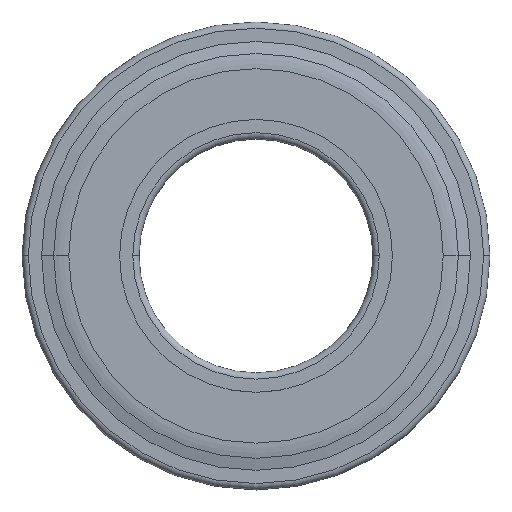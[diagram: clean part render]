
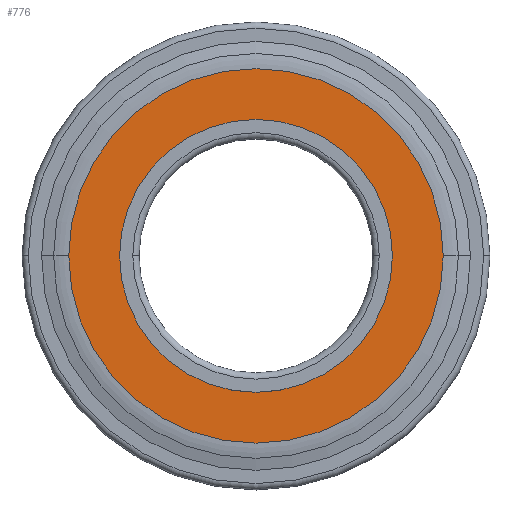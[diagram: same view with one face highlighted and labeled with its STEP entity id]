
A CAD part, top view. The second image highlights one B-rep face of the part: STEP entity #776.
In plain terms, the highlighted planar face has unit normal (0, 0, 1).
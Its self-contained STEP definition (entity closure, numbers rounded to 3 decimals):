
#645=CARTESIAN_POINT('POINT31',(-7.625,0.,
   2.183));
#646=VERTEX_POINT('VERTEX31',#645);
#654=CARTESIAN_POINT('POINT32',(7.625,
   0.,2.183));
#655=VERTEX_POINT('VERTEX32',#654);
#656=CARTESIAN_POINT('POS76',(0.,0.,
   2.183));
#657=DIRECTION('DIR139',(0.,0.,1.));
#658=DIRECTION('DIR140',(1.,0.,0.));
#659=AXIS2_PLACEMENT_3D('AXIS64',#656,#657,#658);
#660=CIRCLE('ELLIPSE40',#659,7.625);
#661=EDGE_CURVE('EDGE52',#655,#646,#660,.T.);
#680=CARTESIAN_POINT('POS79',(0.,0.,
   2.183));
#681=DIRECTION('DIR145',(0.,0.,-1.));
#682=DIRECTION('DIR146',(1.,0.,0.));
#683=AXIS2_PLACEMENT_3D('AXIS67',#680,#681,#682);
#684=CIRCLE('ELLIPSE42',#683,7.625);
#685=EDGE_CURVE('EDGE54',#655,#646,#684,.T.);
#747=ORIENTED_EDGE('COEDGE113',*,*,#685,.F.);
#748=ORIENTED_EDGE('COEDGE114',*,*,#661,.T.);
#749=EDGE_LOOP('NONE',(#747,#748));
#750=FACE_BOUND('LOOP1',#749,.T.);
#751=CARTESIAN_POINT('POINT35',(5.556,0.,
   2.183));
#752=VERTEX_POINT('VERTEX35',#751);
#753=CARTESIAN_POINT('POINT36',(-5.556,0.,2.183));
#754=VERTEX_POINT('VERTEX36',#753);
#755=CARTESIAN_POINT('POS87',(0.,0.,2.183));
#756=DIRECTION('DIR159',(0.,0.,1.));
#757=DIRECTION('DIR160',(1.,0.,0.));
#758=AXIS2_PLACEMENT_3D('AXIS73',#755,#756,#757);
#759=CIRCLE('ELLIPSE45',#758,5.556);
#760=EDGE_CURVE('EDGE59',#752,#754,#759,.T.);
#761=ORIENTED_EDGE('COEDGE115',*,*,#760,.F.);
#762=CARTESIAN_POINT('POS88',(0.,0.,2.183));
#763=DIRECTION('DIR161',(0.,0.,-1.));
#764=DIRECTION('DIR162',(1.,0.,0.));
#765=AXIS2_PLACEMENT_3D('AXIS74',#762,#763,#764);
#766=CIRCLE('ELLIPSE46',#765,5.556);
#767=EDGE_CURVE('EDGE60',#752,#754,#766,.T.);
#768=ORIENTED_EDGE('COEDGE116',*,*,#767,.T.);
#769=EDGE_LOOP('NONE',(#761,#768));
#770=FACE_BOUND('LOOP1',#769,.T.);
#771=CARTESIAN_POINT('POS89',(0.,0.,2.183));
#772=DIRECTION('DIR163',(0.,0.,1.));
#773=DIRECTION('DIR164',(1.,0.,0.));
#774=AXIS2_PLACEMENT_3D('AXIS75',#771,#772,#773);
#775=PLANE('PLANE5',#774);
#776=ADVANCED_FACE('FACE29',(#750,#770),#775,.T.);
